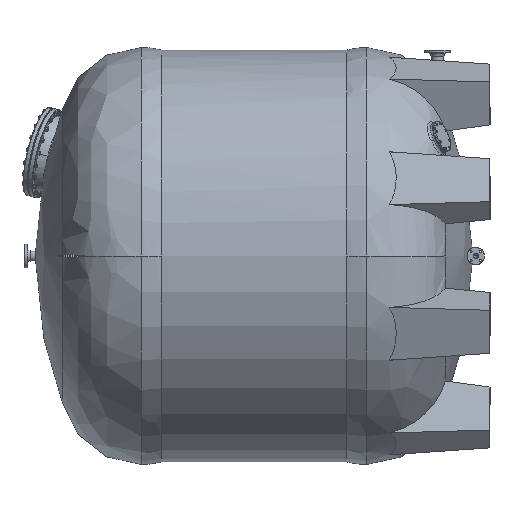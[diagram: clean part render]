
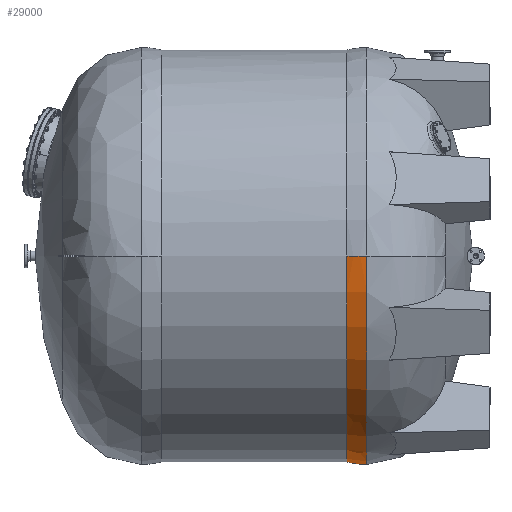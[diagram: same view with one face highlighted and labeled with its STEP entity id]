
A CAD part, left-side view. The second image highlights one B-rep face of the part: STEP entity #29000.
In plain terms, the highlighted free-form (B-spline) face has degree [3, 3] with [4, 4] control points.
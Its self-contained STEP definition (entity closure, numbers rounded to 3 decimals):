
#155 = ORIENTED_EDGE ( 'NONE', *, *, #57559, .T. ) ;
#2997 = CARTESIAN_POINT ( 'NONE',  ( -1789.392, 932.803, -3578.784 ) ) ;
#5838 = CARTESIAN_POINT ( 'NONE',  ( 0., 1046.186, 0. ) ) ;
#6351 = CARTESIAN_POINT ( 'NONE',  ( 0., 1046.186, 0. ) ) ;
#7051 = CARTESIAN_POINT ( 'NONE',  ( 0., 875., 0. ) ) ;
#9035 = VERTEX_POINT ( 'NONE', #29404 ) ;
#10429 = ORIENTED_EDGE ( 'NONE', *, *, #40002, .F. ) ;
#11705 = CARTESIAN_POINT ( 'NONE',  ( 1789.392, 932.803, -3578.784 ) ) ;
#12000 = CARTESIAN_POINT ( 'NONE',  ( -1768., 1046.186, -3536. ) ) ;
#12296 = CARTESIAN_POINT ( 'NONE',  ( -1789.392, 875., 0. ) ) ;
#14328 = CIRCLE ( 'NONE', #57898, 695.642 ) ;
#14625 = EDGE_CURVE ( 'NONE', #46908, #9035, #34445, .T. ) ;
#16346 = CARTESIAN_POINT ( 'NONE',  ( 1768., 1046.186, 0. ) ) ;
#16352 = DIRECTION ( 'NONE',  ( 0., 0., 1. ) ) ;
#18445 = AXIS2_PLACEMENT_3D ( 'NONE', #5838, #30300, #16352 ) ;
#18798 = CARTESIAN_POINT ( 'NONE',  ( -1789.392, 875., 0. ) ) ;
#20001 = DIRECTION ( 'NONE',  ( 0., 1., 0. ) ) ;
#20444 = AXIS2_PLACEMENT_3D ( 'NONE', #26840, #45766, #21886 ) ;
#21573 = CARTESIAN_POINT ( 'NONE',  ( -1093.75, 875., 0. ) ) ;
#21602 = CARTESIAN_POINT ( 'NONE',  ( 1768., 1046.186, -3536. ) ) ;
#21886 = DIRECTION ( 'NONE',  ( 1., 0., 0. ) ) ;
#25363 = DIRECTION ( 'NONE',  ( 1., 0., 0. ) ) ;
#26840 = CARTESIAN_POINT ( 'NONE',  ( 1093.75, 875., 0. ) ) ;
#26861 = CARTESIAN_POINT ( 'NONE',  ( 1789.392, 875., -3578.784 ) ) ;
#29000 = ADVANCED_FACE ( 'NONE', ( #43008 ), #39360, .T. ) ;
#29305 = CIRCLE ( 'NONE', #18445, 1768. ) ;
#29404 = CARTESIAN_POINT ( 'NONE',  ( 1789.392, 875., 0. ) ) ;
#29746 = CARTESIAN_POINT ( 'NONE',  ( 0., 1046.186, -1768. ) ) ;
#30212 = DIRECTION ( 'NONE',  ( 0., 0., 1. ) ) ;
#30300 = DIRECTION ( 'NONE',  ( 0., 1., 0. ) ) ;
#31522 = CARTESIAN_POINT ( 'NONE',  ( -1782.224, 990.16, 0. ) ) ;
#34445 = CIRCLE ( 'NONE', #20444, 695.642 ) ;
#35536 = DIRECTION ( 'NONE',  ( 0., 0., 1. ) ) ;
#35855 = CARTESIAN_POINT ( 'NONE',  ( -1782.224, 990.16, -3564.449 ) ) ;
#36142 = CIRCLE ( 'NONE', #42067, 1768. ) ;
#39360 =( BOUNDED_SURFACE ( )  B_SPLINE_SURFACE ( 3, 3, ( 
 ( #16346, #21602, #12000, #54170 ),
 ( #39903, #40530, #35855, #31522 ),
 ( #40232, #11705, #2997, #49515 ),
 ( #44556, #26861, #54475, #12296 ) ),
 .UNSPECIFIED., .F., .F., .F. ) 
 B_SPLINE_SURFACE_WITH_KNOTS ( ( 4, 4 ),
 ( 4, 4 ),
 ( 0., 1. ),
 ( 0., 1. ),
 .UNSPECIFIED. ) 
 GEOMETRIC_REPRESENTATION_ITEM ( )  RATIONAL_B_SPLINE_SURFACE ( (
 ( 1., 0.333, 0.333, 1.),
 ( 0.995, 0.332, 0.332, 0.995),
 ( 0.995, 0.332, 0.332, 0.995),
 ( 1., 0.333, 0.333, 1.) ) ) 
 REPRESENTATION_ITEM ( '' )  SURFACE ( )  );
#39903 = CARTESIAN_POINT ( 'NONE',  ( 1782.224, 990.16, 0. ) ) ;
#40002 = EDGE_CURVE ( 'NONE', #48649, #42398, #29305, .T. ) ;
#40232 = CARTESIAN_POINT ( 'NONE',  ( 1789.392, 932.803, 0. ) ) ;
#40530 = CARTESIAN_POINT ( 'NONE',  ( 1782.224, 990.16, -3564.449 ) ) ;
#40864 = CIRCLE ( 'NONE', #49759, 1789.392 ) ;
#41954 = EDGE_CURVE ( 'NONE', #42398, #60993, #14328, .T. ) ;
#42067 = AXIS2_PLACEMENT_3D ( 'NONE', #6351, #20001, #30212 ) ;
#42398 = VERTEX_POINT ( 'NONE', #53351 ) ;
#43008 = FACE_OUTER_BOUND ( 'NONE', #56751, .T. ) ;
#44378 = ORIENTED_EDGE ( 'NONE', *, *, #61107, .F. ) ;
#44556 = CARTESIAN_POINT ( 'NONE',  ( 1789.392, 875., 0. ) ) ;
#44569 = DIRECTION ( 'NONE',  ( 0., 1., 0. ) ) ;
#45766 = DIRECTION ( 'NONE',  ( 0., 0., -1. ) ) ;
#46908 = VERTEX_POINT ( 'NONE', #51328 ) ;
#48649 = VERTEX_POINT ( 'NONE', #29746 ) ;
#49133 = ORIENTED_EDGE ( 'NONE', *, *, #41954, .F. ) ;
#49515 = CARTESIAN_POINT ( 'NONE',  ( -1789.392, 932.803, 0. ) ) ;
#49759 = AXIS2_PLACEMENT_3D ( 'NONE', #7051, #44569, #25363 ) ;
#51328 = CARTESIAN_POINT ( 'NONE',  ( 1768., 1046.186, 0. ) ) ;
#53351 = CARTESIAN_POINT ( 'NONE',  ( -1768., 1046.186, 0. ) ) ;
#54170 = CARTESIAN_POINT ( 'NONE',  ( -1768., 1046.186, 0. ) ) ;
#54475 = CARTESIAN_POINT ( 'NONE',  ( -1789.392, 875., -3578.784 ) ) ;
#54744 = DIRECTION ( 'NONE',  ( -1., 0., 0. ) ) ;
#56751 = EDGE_LOOP ( 'NONE', ( #49133, #10429, #44378, #61177, #155 ) ) ;
#57559 = EDGE_CURVE ( 'NONE', #9035, #60993, #40864, .T. ) ;
#57898 = AXIS2_PLACEMENT_3D ( 'NONE', #21573, #35536, #54744 ) ;
#60993 = VERTEX_POINT ( 'NONE', #18798 ) ;
#61107 = EDGE_CURVE ( 'NONE', #46908, #48649, #36142, .T. ) ;
#61177 = ORIENTED_EDGE ( 'NONE', *, *, #14625, .T. ) ;
